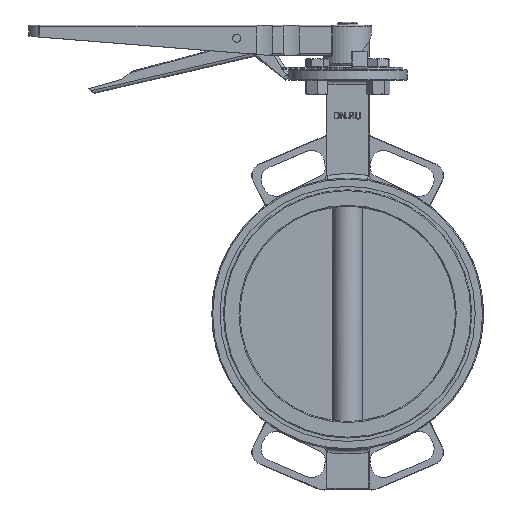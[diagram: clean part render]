
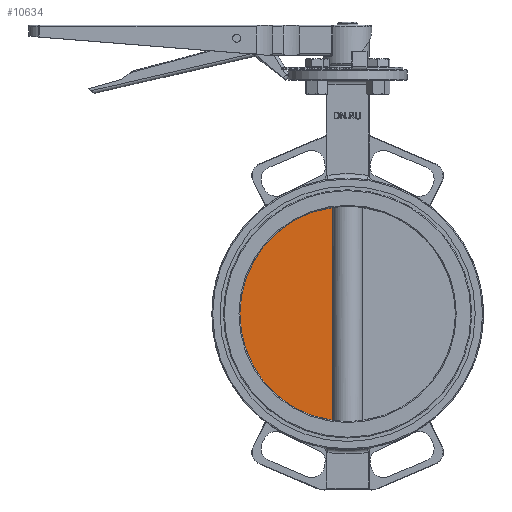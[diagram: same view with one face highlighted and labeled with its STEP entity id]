
A CAD part, top view. The second image highlights one B-rep face of the part: STEP entity #10634.
In plain terms, the highlighted planar face has unit normal (0, 0, 1).
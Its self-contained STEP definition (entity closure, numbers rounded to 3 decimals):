
#412=PLANE('',#11618);
#935=LINE('',#17586,#1772);
#1772=VECTOR('',#13464,10.);
#2697=FACE_OUTER_BOUND('',#3306,.T.);
#3306=EDGE_LOOP('',(#7996,#7997,#7998));
#3987=CIRCLE('',#11541,125.);
#3989=CIRCLE('',#11543,125.);
#4676=VERTEX_POINT('',#17380);
#4677=VERTEX_POINT('',#17382);
#4680=VERTEX_POINT('',#17417);
#5840=EDGE_CURVE('',#4676,#4677,#3987,.T.);
#5844=EDGE_CURVE('',#4680,#4676,#3989,.T.);
#5911=EDGE_CURVE('',#4680,#4677,#935,.T.);
#7996=ORIENTED_EDGE('',*,*,#5911,.T.);
#7997=ORIENTED_EDGE('',*,*,#5840,.F.);
#7998=ORIENTED_EDGE('',*,*,#5844,.F.);
#10634=ADVANCED_FACE('',(#2697),#412,.T.);
#11541=AXIS2_PLACEMENT_3D('',#17383,#13282,#13283);
#11543=AXIS2_PLACEMENT_3D('',#17448,#13286,#13287);
#11618=AXIS2_PLACEMENT_3D('',#17593,#13475,#13476);
#13282=DIRECTION('center_axis',(0.,0.,-1.));
#13283=DIRECTION('ref_axis',(1.,0.,0.));
#13286=DIRECTION('center_axis',(0.,0.,-1.));
#13287=DIRECTION('ref_axis',(1.,0.,0.));
#13464=DIRECTION('',(0.,1.,0.));
#13475=DIRECTION('center_axis',(0.,0.,1.));
#13476=DIRECTION('ref_axis',(1.,0.,0.));
#17380=CARTESIAN_POINT('',(-125.,0.,3.5));
#17382=CARTESIAN_POINT('',(-17.146,123.818,3.5));
#17383=CARTESIAN_POINT('Origin',(0.,0.,3.5));
#17417=CARTESIAN_POINT('',(-17.146,-123.818,3.5));
#17448=CARTESIAN_POINT('Origin',(0.,0.,3.5));
#17586=CARTESIAN_POINT('',(-17.146,283.,3.5));
#17593=CARTESIAN_POINT('Origin',(0.,0.,3.5));
